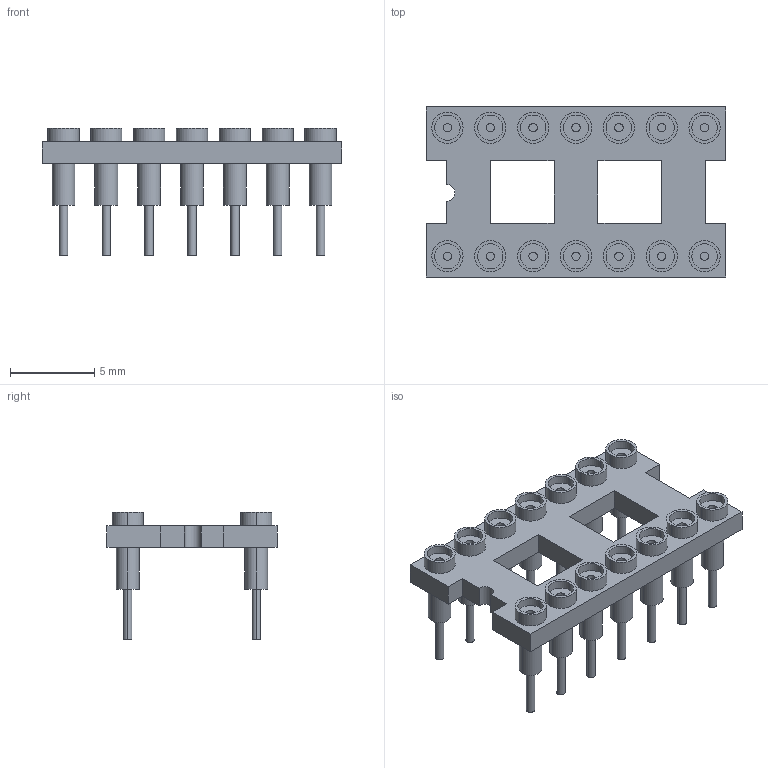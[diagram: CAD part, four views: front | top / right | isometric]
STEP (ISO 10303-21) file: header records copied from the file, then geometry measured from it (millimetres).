
FILE_DESCRIPTION((''),'2;1');
FILE_NAME('14 Pin IC Socket.stp','2008-01-03T17:58:11',('Owner'),(''),'Autodesk Inventor (R) 6.0','Autodesk Inventor (R) 6.0','');
FILE_SCHEMA(('AUTOMOTIVE_DESIGN { 1 0 10303 214 1 1 1 1 }'));
Length unit declared in the file: inch
Products named in the file (3): 14 Pin IC Socket; 14 Pin Socket Substrate; IC Socket Pin
Assembly tree (15 placements, depth 2):
  14 Pin IC Socket
    14 Pin Socket Substrate
    IC Socket Pin  x14
Bounding box: 17.75 x 10.08 x 7.55 mm (x, y, z)
Volume: 275.5 mm3; surface area: 917.2 mm2
Topology: 15 solids, 15 shells, 262 faces, 542 edges, 338 vertices
Faces by surface type: bspline 98, cylinder 85, plane 79
Entity records: 1465 total; most frequent: CARTESIAN_POINT 327, DIRECTION 224, ORIENTED_EDGE 196, EDGE_CURVE 98, VECTOR 76, LINE 76, AXIS2_PLACEMENT_3D 74, VERTEX_POINT 65
